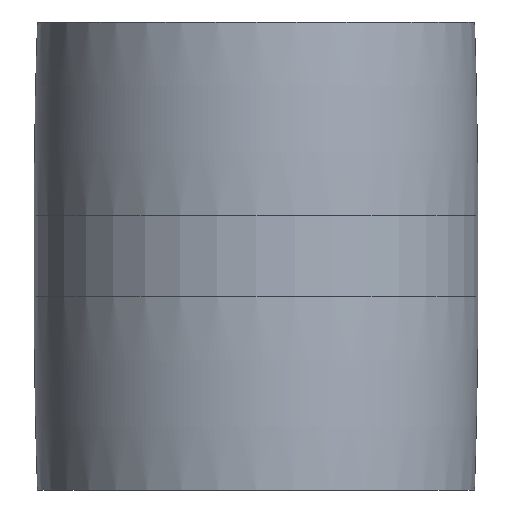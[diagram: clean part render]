
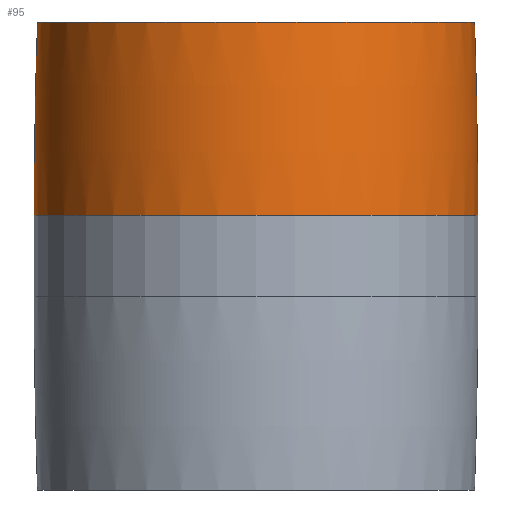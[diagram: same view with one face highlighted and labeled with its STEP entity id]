
A CAD part, front view. The second image highlights one B-rep face of the part: STEP entity #95.
In plain terms, the highlighted toroidal (fillet/blend) face has major radius 1702.38 mm and minor radius 1770.62 mm.
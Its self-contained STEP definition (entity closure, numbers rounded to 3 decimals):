
#7 = CARTESIAN_POINT ( 'NONE',  ( -68.25, 0., 12.5 ) ) ;
#64 = DIRECTION ( 'NONE',  ( 0., 0., 1. ) ) ;
#79 = FACE_OUTER_BOUND ( 'NONE', #104, .T. ) ;
#81 = CARTESIAN_POINT ( 'NONE',  ( 0., 0., 72. ) ) ;
#85 = CARTESIAN_POINT ( 'NONE',  ( 0., 0., 12.5 ) ) ;
#95 = ADVANCED_FACE ( 'NONE', ( #79 ), #358, .T. ) ;
#101 = VERTEX_POINT ( 'NONE', #683 ) ;
#104 = EDGE_LOOP ( 'NONE', ( #732, #646, #416, #812 ) ) ;
#121 = DIRECTION ( 'NONE',  ( 0., -1., 0. ) ) ;
#129 = CIRCLE ( 'NONE', #561, 1770.625 ) ;
#135 = CARTESIAN_POINT ( 'NONE',  ( -67.25, 0., 72. ) ) ;
#141 = AXIS2_PLACEMENT_3D ( 'NONE', #592, #64, #357 ) ;
#237 = CARTESIAN_POINT ( 'NONE',  ( 1702.375, 0., 12.5 ) ) ;
#308 = DIRECTION ( 'NONE',  ( 0., 0., 1. ) ) ;
#357 = DIRECTION ( 'NONE',  ( 1., 0., 0. ) ) ;
#358 = TOROIDAL_SURFACE ( 'NONE', #856, -1702.375, 1770.625 ) ;
#367 = EDGE_CURVE ( 'NONE', #852, #101, #409, .T. ) ;
#409 = CIRCLE ( 'NONE', #141, 68.25 ) ;
#416 = ORIENTED_EDGE ( 'NONE', *, *, #889, .T. ) ;
#424 = DIRECTION ( 'NONE',  ( 0., 0., -1. ) ) ;
#443 = AXIS2_PLACEMENT_3D ( 'NONE', #81, #741, #675 ) ;
#520 = EDGE_CURVE ( 'NONE', #852, #950, #129, .T. ) ;
#529 = VERTEX_POINT ( 'NONE', #832 ) ;
#546 = DIRECTION ( 'NONE',  ( -1., 0., 0. ) ) ;
#561 = AXIS2_PLACEMENT_3D ( 'NONE', #237, #619, #546 ) ;
#592 = CARTESIAN_POINT ( 'NONE',  ( 0., 0., 12.5 ) ) ;
#619 = DIRECTION ( 'NONE',  ( 0., 1., 0. ) ) ;
#646 = ORIENTED_EDGE ( 'NONE', *, *, #367, .T. ) ;
#675 = DIRECTION ( 'NONE',  ( 1., 0., 0. ) ) ;
#683 = CARTESIAN_POINT ( 'NONE',  ( 68.25, 0., 12.5 ) ) ;
#710 = CIRCLE ( 'NONE', #738, 1770.625 ) ;
#732 = ORIENTED_EDGE ( 'NONE', *, *, #520, .F. ) ;
#738 = AXIS2_PLACEMENT_3D ( 'NONE', #864, #121, #424 ) ;
#741 = DIRECTION ( 'NONE',  ( 0., 0., 1. ) ) ;
#746 = EDGE_CURVE ( 'NONE', #950, #529, #843, .T. ) ;
#812 = ORIENTED_EDGE ( 'NONE', *, *, #746, .F. ) ;
#832 = CARTESIAN_POINT ( 'NONE',  ( 67.25, 0., 72. ) ) ;
#843 = CIRCLE ( 'NONE', #443, 67.25 ) ;
#852 = VERTEX_POINT ( 'NONE', #7 ) ;
#856 = AXIS2_PLACEMENT_3D ( 'NONE', #85, #308, #909 ) ;
#864 = CARTESIAN_POINT ( 'NONE',  ( -1702.375, 0., 12.5 ) ) ;
#889 = EDGE_CURVE ( 'NONE', #101, #529, #710, .T. ) ;
#909 = DIRECTION ( 'NONE',  ( 1., 0., 0. ) ) ;
#950 = VERTEX_POINT ( 'NONE', #135 ) ;
